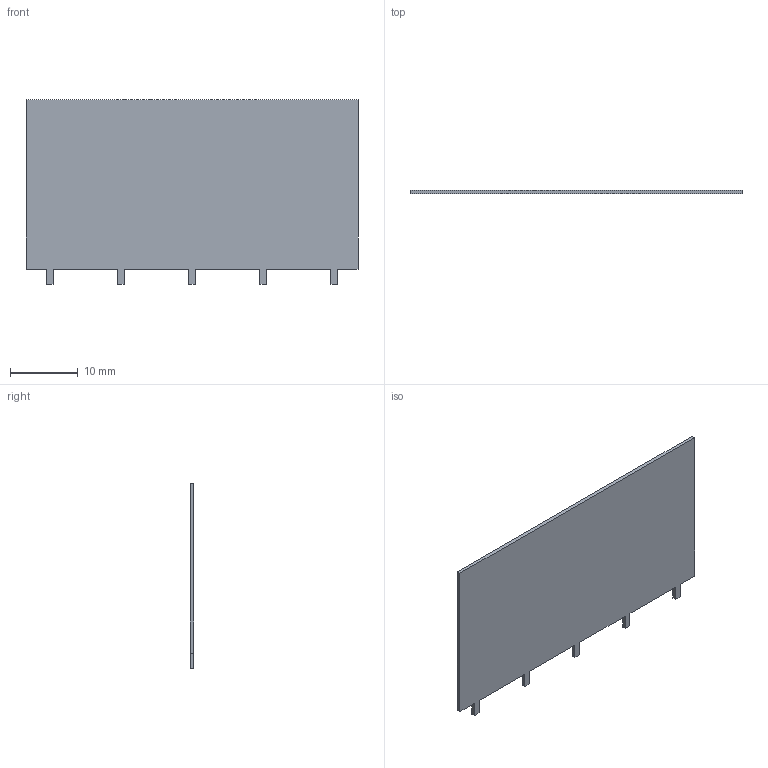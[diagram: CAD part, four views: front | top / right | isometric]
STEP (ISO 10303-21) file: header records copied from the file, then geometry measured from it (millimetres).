
FILE_DESCRIPTION((''),'2;1');
FILE_NAME('MSBOX_EDA-03064-V1-0_misc1.stp','2014-10-06T11:40:22',(''),(''),'Mechanical Desktop 2011','Mechanical Desktop 2011',', , ');
FILE_SCHEMA(('AUTOMOTIVE_DESIGN { 1 2 10303 214 1 1 1 1 }'));
Length unit declared in the file: millimetre
Products named in the file (1): Product
Bounding box: 49 x 0.54 x 27.25 mm (x, y, z)
Volume: 667.6 mm3; surface area: 2564.6 mm2
Topology: 1 solids, 1 shells, 26 faces, 73 edges, 50 vertices
Faces by surface type: bspline 18, plane 8
Entity records: 876 total; most frequent: CARTESIAN_POINT 203, ORIENTED_EDGE 144, DIRECTION 91, VECTOR 73, LINE 73, EDGE_CURVE 72, VERTEX_POINT 48, EDGE_LOOP 26
